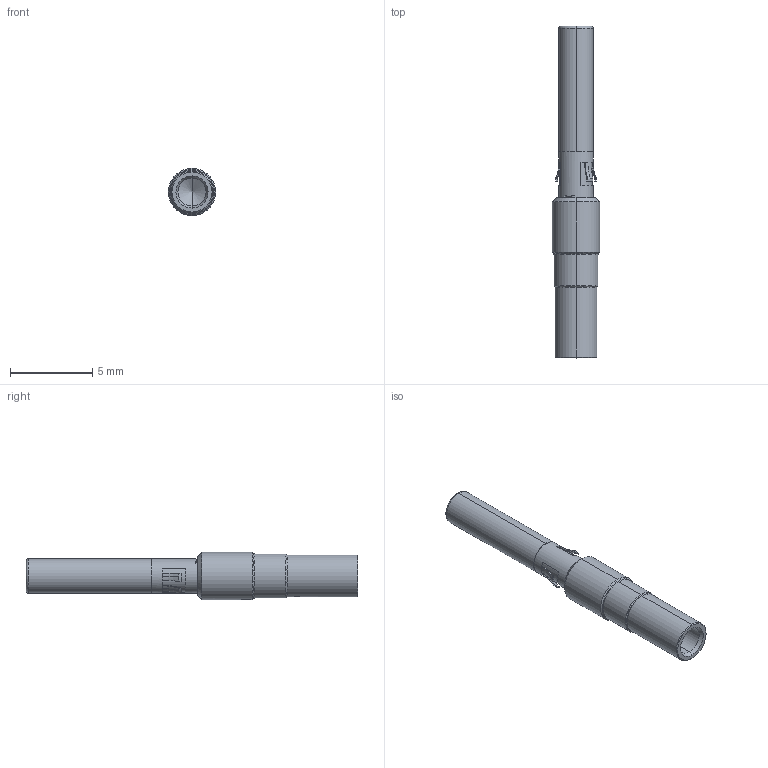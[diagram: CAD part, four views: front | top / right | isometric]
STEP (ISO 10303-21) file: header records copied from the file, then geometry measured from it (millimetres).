
FILE_DESCRIPTION (( 'STEP AP214' ), '1' );
FILE_NAME ('ICOA5 A1 S1C8.STEP', '2009-08-24T13:53:35', ( 'Authorized User' ), ( '' ), 'SwSTEP 2.0', 'SolidWorks 2008', '' );
FILE_SCHEMA (( 'AUTOMOTIVE_DESIGN' ));
Length unit declared in the file: inch
Products named in the file (1): ICOA5 A1 S1C8
Bounding box: 2.87 x 20.14 x 2.87 mm (x, y, z)
Volume: 61.7 mm3; surface area: 323.4 mm2
Topology: 4 solids, 4 shells, 131 faces, 312 edges, 182 vertices
Faces by surface type: plane 41, cone 32, bspline 28, cylinder 22, torus 8
Entity records: 6517 total; most frequent: CARTESIAN_POINT 1932, ORIENTED_EDGE 616, DIRECTION 532, EDGE_CURVE 308, AXIS2_PLACEMENT_3D 210, VERTEX_POINT 182, EDGE_LOOP 138, LENGTH_MEASURE_WITH_UNIT 136
